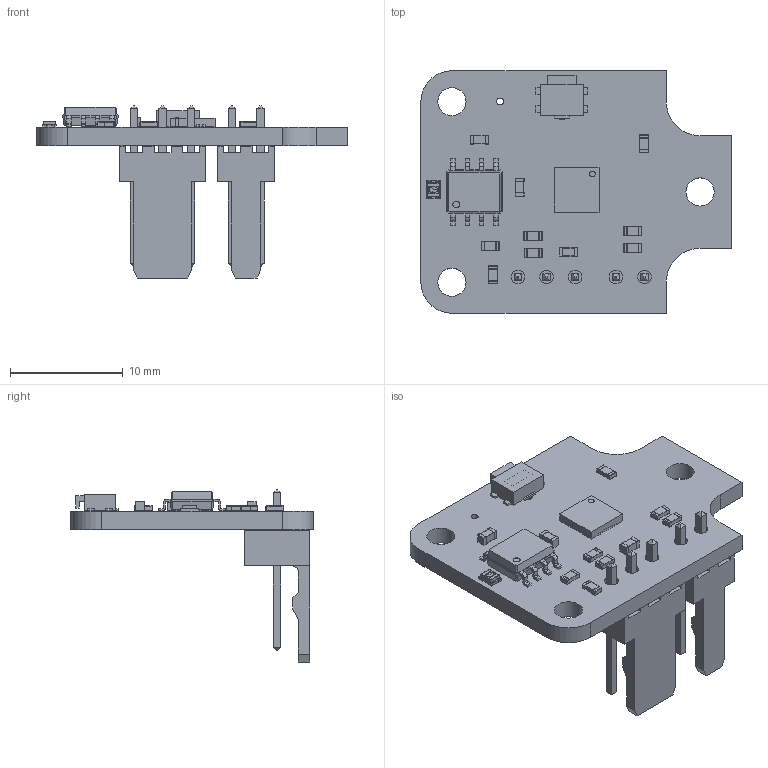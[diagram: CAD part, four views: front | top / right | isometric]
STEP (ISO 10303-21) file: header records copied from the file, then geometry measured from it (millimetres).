
FILE_DESCRIPTION(('KiCad electronic assembly'),'2;1');
FILE_NAME('FilamentMonitor.step','2020-05-21T09:50:18',('An Author'),( 'A Company'),'Open CASCADE STEP processor 6.9', 'KiCad to STEP converter','Unknown');
FILE_SCHEMA(('AUTOMOTIVE_DESIGN { 1 0 10303 214 1 1 1 1 }'));
Length unit declared in the file: millimetre
Products named in the file (20): Open CASCADE STEP translator 6.9 1; Molex_KK-254_AE-6410-02A_1x02_P2.54mm_Vertical; SOLID; Molex_KK-254_AE-6410-03A_1x03_P2.54mm_Vertical; QFN-20-1EP_4x4mm_P0.5mm_EP2.5x2.5mm; 2x2_LED_1.6x1.25; R_0603_1608Metric; C_0603_1608Metric; SOIC-8_3.9x4.9mm_P1.27mm; C-K_Components_Switch_Tactile_KMS; COMPOUND; L_0603_1608Metric
Assembly tree (27 placements, depth 3):
  Open CASCADE STEP translator 6.9 1
    Molex_KK-254_AE-6410-02A_1x02_P2.54mm_Vertical
      SOLID
    Molex_KK-254_AE-6410-03A_1x03_P2.54mm_Vertical  x2
      SOLID
    QFN-20-1EP_4x4mm_P0.5mm_EP2.5x2.5mm
      SOLID
    2x2_LED_1.6x1.25
      SOLID
    R_0603_1608Metric  x7
      SOLID
    C_0603_1608Metric  x2
      SOLID
    SOIC-8_3.9x4.9mm_P1.27mm
      SOLID
    C-K_Components_Switch_Tactile_KMS
      COMPOUND
    L_0603_1608Metric
      SOLID
    COMPOUND
Bounding box: 27.5 x 21.5 x 15.26 mm (x, y, z)
Volume: 1348.7 mm3; surface area: 2551 mm2
Topology: 18 solids, 18 shells, 966 faces, 2516 edges, 1615 vertices
Faces by surface type: plane 681, cylinder 164, bspline 121
Full cylindrical faces by diameter (mm): 0.5 x1, 0.6 x2, 0.762 x2, 1.2 x5, 2.5 x3
Entity records: 50508 total; most frequent: CARTESIAN_POINT 10615, DIRECTION 5956, LINE 4250, VECTOR 4250, ORIENTED_EDGE 3622, PCURVE 3622, DEFINITIONAL_REPRESENTATION 3622, EDGE_CURVE 1811
